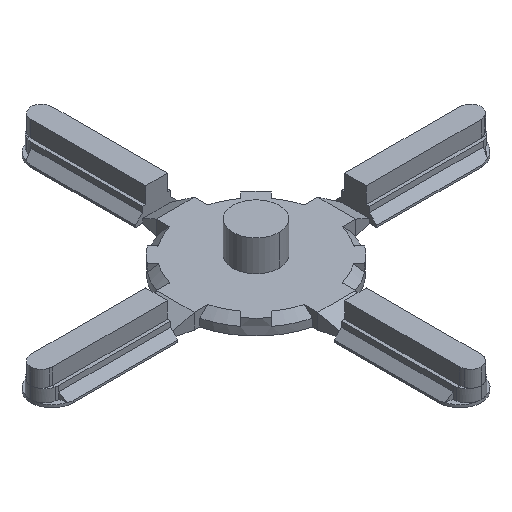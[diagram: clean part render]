
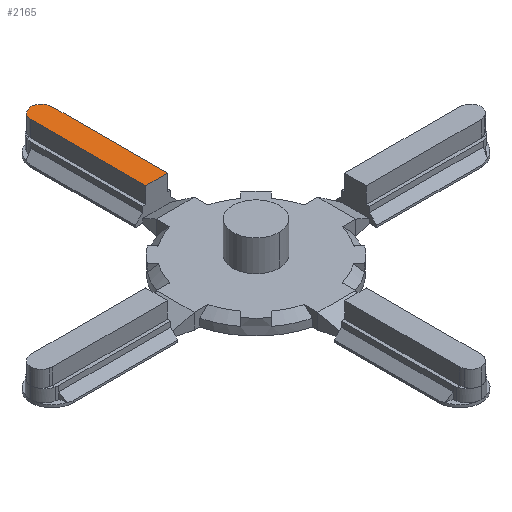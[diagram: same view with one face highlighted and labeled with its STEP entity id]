
A CAD part, isometric view. The second image highlights one B-rep face of the part: STEP entity #2165.
In plain terms, the highlighted planar face has unit normal (0, 0, 1).
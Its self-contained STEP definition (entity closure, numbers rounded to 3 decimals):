
#2121=AXIS2_PLACEMENT_3D('Plane Axis2P3D',#2118,#2119,#2120) ;
#2132=AXIS2_PLACEMENT_3D('Circle Axis2P3D',#2130,#2131,$) ;
#2139=AXIS2_PLACEMENT_3D('Circle Axis2P3D',#2137,#2138,$) ;
#2146=AXIS2_PLACEMENT_3D('Circle Axis2P3D',#2144,#2145,$) ;
#2153=AXIS2_PLACEMENT_3D('Circle Axis2P3D',#2151,#2152,$) ;
#1636=CARTESIAN_POINT('Vertex',(15.2,20.9,2.)) ;
#1639=CARTESIAN_POINT('Line Origine',(14.5,20.9,2.)) ;
#1643=CARTESIAN_POINT('Vertex',(13.8,20.9,2.)) ;
#2096=CARTESIAN_POINT('Vertex',(13.8,28.339,2.)) ;
#2106=CARTESIAN_POINT('Line Origine',(13.8,24.62,2.)) ;
#2118=CARTESIAN_POINT('Axis2P3D Location',(0.,0.,2.)) ;
#2123=CARTESIAN_POINT('Line Origine',(15.2,24.62,2.)) ;
#2127=CARTESIAN_POINT('Vertex',(15.2,28.339,2.)) ;
#2130=CARTESIAN_POINT('Axis2P3D Location',(14.354,28.226,2.)) ;
#2134=CARTESIAN_POINT('Vertex',(15.062,28.703,2.)) ;
#2137=CARTESIAN_POINT('Axis2P3D Location',(14.5,28.32,2.)) ;
#2141=CARTESIAN_POINT('Vertex',(14.5,29.,2.)) ;
#2144=CARTESIAN_POINT('Axis2P3D Location',(14.5,28.32,2.)) ;
#2148=CARTESIAN_POINT('Vertex',(13.938,28.703,2.)) ;
#2151=CARTESIAN_POINT('Axis2P3D Location',(14.646,28.226,2.)) ;
#1640=DIRECTION('Vector Direction',(1.,0.,0.)) ;
#2107=DIRECTION('Vector Direction',(0.,1.,0.)) ;
#2119=DIRECTION('Axis2P3D Direction',(0.,0.,1.)) ;
#2120=DIRECTION('Axis2P3D XDirection',(1.,0.,0.)) ;
#2124=DIRECTION('Vector Direction',(0.,1.,0.)) ;
#2131=DIRECTION('Axis2P3D Direction',(0.,0.,1.)) ;
#2138=DIRECTION('Axis2P3D Direction',(0.,0.,1.)) ;
#2145=DIRECTION('Axis2P3D Direction',(0.,0.,1.)) ;
#2152=DIRECTION('Axis2P3D Direction',(0.,0.,1.)) ;
#1641=VECTOR('Line Direction',#1640,1.) ;
#2108=VECTOR('Line Direction',#2107,1.) ;
#2125=VECTOR('Line Direction',#2124,1.) ;
#2157=ORIENTED_EDGE('',*,*,#2110,.F.) ;
#2158=ORIENTED_EDGE('',*,*,#1645,.T.) ;
#2159=ORIENTED_EDGE('',*,*,#2129,.T.) ;
#2160=ORIENTED_EDGE('',*,*,#2136,.F.) ;
#2161=ORIENTED_EDGE('',*,*,#2143,.F.) ;
#2162=ORIENTED_EDGE('',*,*,#2150,.F.) ;
#2163=ORIENTED_EDGE('',*,*,#2155,.F.) ;
#2165=ADVANCED_FACE('Hauptkoerper',(#2164),#2122,.T.) ;
#2133=CIRCLE('generated circle',#2132,0.853) ;
#2140=CIRCLE('generated circle',#2139,0.68) ;
#2147=CIRCLE('generated circle',#2146,0.68) ;
#2154=CIRCLE('generated circle',#2153,0.853) ;
#1645=EDGE_CURVE('',#1644,#1637,#1642,.T.) ;
#2110=EDGE_CURVE('',#1644,#2097,#2109,.T.) ;
#2129=EDGE_CURVE('',#1637,#2128,#2126,.T.) ;
#2136=EDGE_CURVE('',#2135,#2128,#2133,.F.) ;
#2143=EDGE_CURVE('',#2142,#2135,#2140,.F.) ;
#2150=EDGE_CURVE('',#2149,#2142,#2147,.F.) ;
#2155=EDGE_CURVE('',#2097,#2149,#2154,.F.) ;
#2156=EDGE_LOOP('',(#2157,#2158,#2159,#2160,#2161,#2162,#2163)) ;
#2164=FACE_OUTER_BOUND('',#2156,.T.) ;
#1642=LINE('Line',#1639,#1641) ;
#2109=LINE('Line',#2106,#2108) ;
#2126=LINE('Line',#2123,#2125) ;
#2122=PLANE('',#2121) ;
#1637=VERTEX_POINT('',#1636) ;
#1644=VERTEX_POINT('',#1643) ;
#2097=VERTEX_POINT('',#2096) ;
#2128=VERTEX_POINT('',#2127) ;
#2135=VERTEX_POINT('',#2134) ;
#2142=VERTEX_POINT('',#2141) ;
#2149=VERTEX_POINT('',#2148) ;
